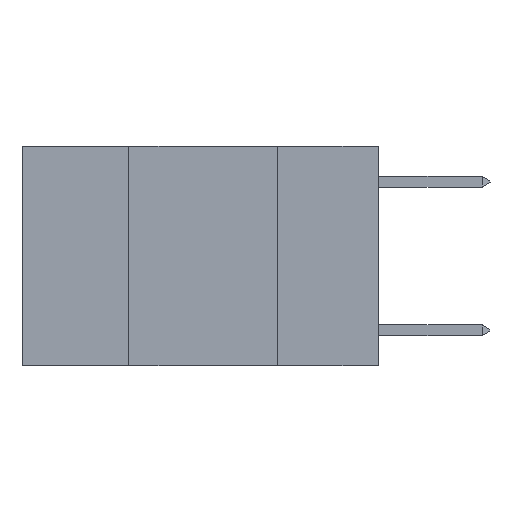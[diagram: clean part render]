
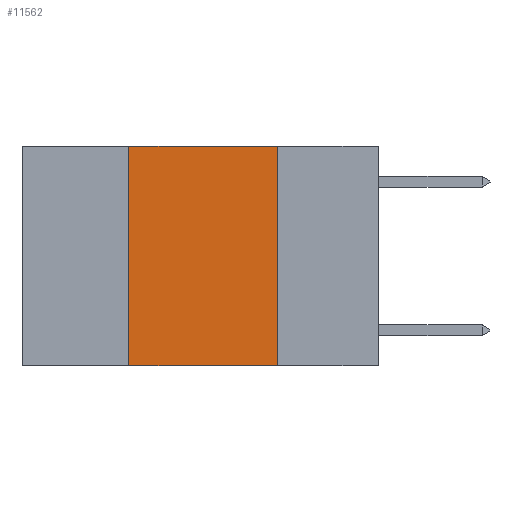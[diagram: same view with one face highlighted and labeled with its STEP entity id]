
A CAD part, left-side view. The second image highlights one B-rep face of the part: STEP entity #11562.
In plain terms, the highlighted planar face has unit normal (-1, 0, 0).
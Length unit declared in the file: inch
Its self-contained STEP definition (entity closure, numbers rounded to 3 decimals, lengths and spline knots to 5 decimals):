
#8 = EDGE_CURVE ( 'NONE', #14222, #12740, #7946, .T. ) ;
#163 = LINE ( 'NONE', #14944, #19327 ) ;
#804 = VECTOR ( 'NONE', #14959, 39.37008 ) ;
#935 = DIRECTION ( 'NONE',  ( 1., 0., 0. ) ) ;
#1278 = VECTOR ( 'NONE', #8285, 39.37008 ) ;
#2293 = EDGE_CURVE ( 'NONE', #12740, #28134, #2358, .T. ) ;
#2294 = DIRECTION ( 'NONE',  ( 0., -1., 0. ) ) ;
#2358 = LINE ( 'NONE', #14790, #804 ) ;
#3355 = EDGE_CURVE ( 'NONE', #28134, #25071, #23294, .T. ) ;
#5279 = EDGE_LOOP ( 'NONE', ( #12709, #30795, #28568, #23955 ) ) ;
#7946 = LINE ( 'NONE', #8176, #1278 ) ;
#8176 = CARTESIAN_POINT ( 'NONE',  ( 0., 0.42, 0. ) ) ;
#8285 = DIRECTION ( 'NONE',  ( 0., 0., 1. ) ) ;
#9728 = CARTESIAN_POINT ( 'NONE',  ( 0., 0.17, 0. ) ) ;
#10142 = VECTOR ( 'NONE', #11062, 39.37008 ) ;
#11062 = DIRECTION ( 'NONE',  ( 0., 0., -1. ) ) ;
#11330 = CARTESIAN_POINT ( 'NONE',  ( 0., 0.17, 0. ) ) ;
#11562 = ADVANCED_FACE ( 'NONE', ( #16649 ), #23232, .F. ) ;
#12709 = ORIENTED_EDGE ( 'NONE', *, *, #3355, .F. ) ;
#12740 = VERTEX_POINT ( 'NONE', #15279 ) ;
#14222 = VERTEX_POINT ( 'NONE', #21745 ) ;
#14790 = CARTESIAN_POINT ( 'NONE',  ( 0., 0.6, 0. ) ) ;
#14944 = CARTESIAN_POINT ( 'NONE',  ( 0., 0.6, -0.37 ) ) ;
#14959 = DIRECTION ( 'NONE',  ( 0., -1., 0. ) ) ;
#15279 = CARTESIAN_POINT ( 'NONE',  ( 0., 0.42, 0. ) ) ;
#15980 = CARTESIAN_POINT ( 'NONE',  ( 0., 0.6, 0. ) ) ;
#16649 = FACE_OUTER_BOUND ( 'NONE', #5279, .T. ) ;
#17426 = CARTESIAN_POINT ( 'NONE',  ( 0., 0.17, -0.37 ) ) ;
#18419 = DIRECTION ( 'NONE',  ( 0., 0., -1. ) ) ;
#19327 = VECTOR ( 'NONE', #2294, 39.37008 ) ;
#21745 = CARTESIAN_POINT ( 'NONE',  ( 0., 0.42, -0.37 ) ) ;
#23232 = PLANE ( 'NONE',  #27240 ) ;
#23294 = LINE ( 'NONE', #11330, #10142 ) ;
#23955 = ORIENTED_EDGE ( 'NONE', *, *, #28817, .T. ) ;
#25071 = VERTEX_POINT ( 'NONE', #17426 ) ;
#27240 = AXIS2_PLACEMENT_3D ( 'NONE', #15980, #935, #18419 ) ;
#28134 = VERTEX_POINT ( 'NONE', #9728 ) ;
#28568 = ORIENTED_EDGE ( 'NONE', *, *, #8, .F. ) ;
#28817 = EDGE_CURVE ( 'NONE', #14222, #25071, #163, .T. ) ;
#30795 = ORIENTED_EDGE ( 'NONE', *, *, #2293, .F. ) ;
